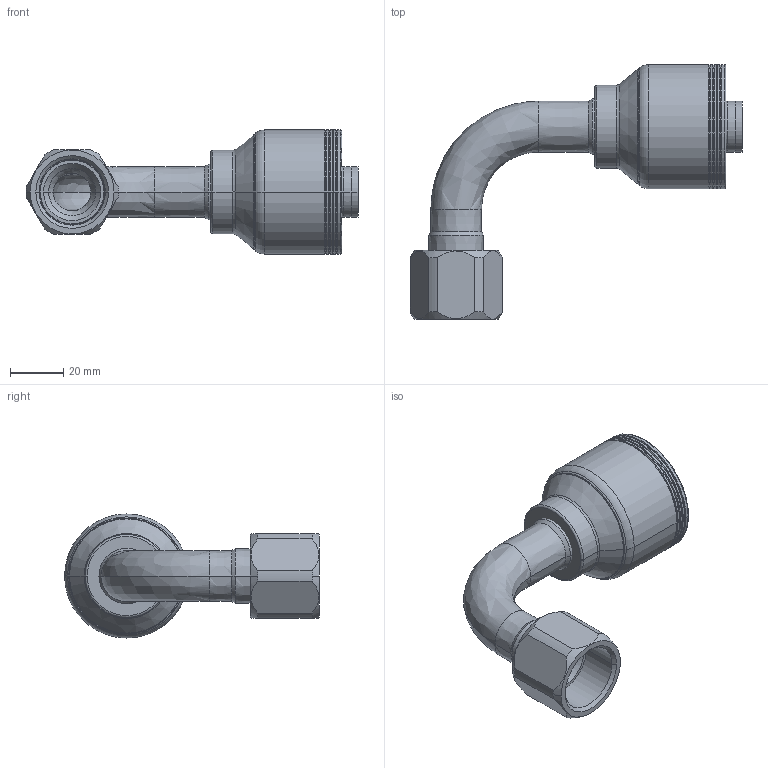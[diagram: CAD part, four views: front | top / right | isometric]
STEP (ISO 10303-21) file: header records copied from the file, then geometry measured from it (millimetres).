
FILE_DESCRIPTION((''),'2;1');
FILE_NAME('4SA12FJB12','2018-08-30T',('E5251691'),('Eaton Hydraulics Inc.'),'PRO/ENGINEER BY PARAMETRIC TECHNOLOGY CORPORATION, 2010280','PRO/ENGINEER BY PARAMETRIC TECHNOLOGY CORPORATION, 2010280','');
FILE_SCHEMA(('CONFIG_CONTROL_DESIGN'));
Length unit declared in the file: millimetre
Products named in the file (5): 1F40461-1212_090_058; 4S12_CRIMP; 1290-12; FF91157-12_AF1; 4SA12FJB12
Assembly tree (4 placements, depth 2):
  4SA12FJB12
    1F40461-1212_090_058
    4S12_CRIMP
    1290-12
    FF91157-12_AF1
Bounding box: 124.73 x 95.72 x 46.64 mm (x, y, z)
Volume: 47299.5 mm3; surface area: 36429.9 mm2
Topology: 4 solids, 4 shells, 187 faces, 388 edges, 214 vertices
Faces by surface type: cylinder 58, bspline 54, cone 38, plane 19, torus 18
Entity records: 7825 total; most frequent: CARTESIAN_POINT 3920, DIRECTION 786, ORIENTED_EDGE 776, EDGE_CURVE 388, AXIS2_PLACEMENT_3D 320, VERTEX_POINT 214, EDGE_LOOP 200, FACE_OUTER_BOUND 187
